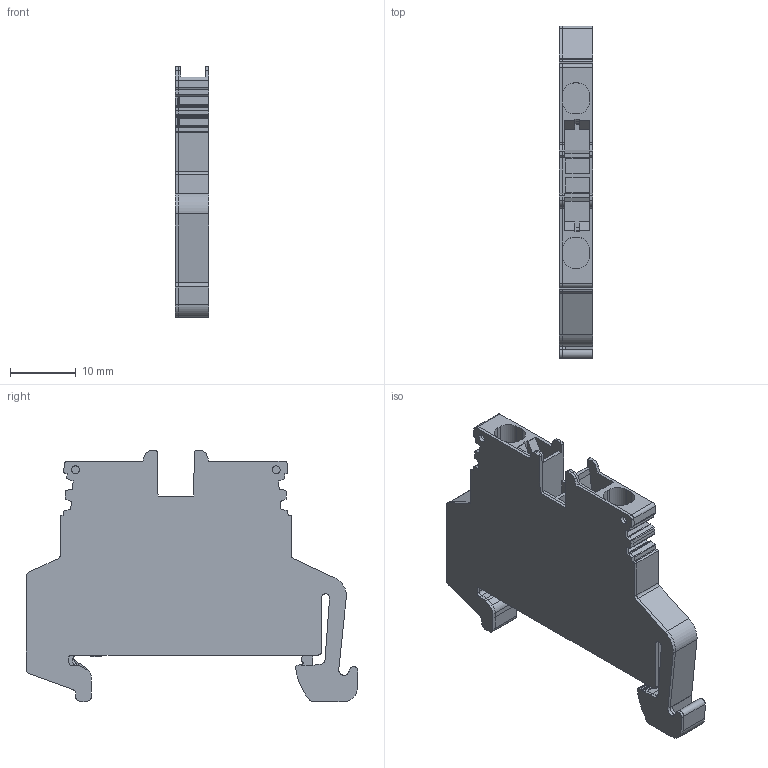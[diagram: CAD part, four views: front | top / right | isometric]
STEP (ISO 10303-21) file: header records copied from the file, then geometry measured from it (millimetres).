
FILE_DESCRIPTION(('CATIA V5R22 STEP214','CAx-IF Rec.Pracs.--- Model Styling and Organization---1.4--- 2014-01-23'),'2;1');
FILE_NAME ('027075-2_0', '2021-04-13T04:55:29+00:00', ('Weidmueller Interface'), ('Weidmueller'), 'CATIA Version 5-6 Release 2016 SP3 HF44', 'CATIA V5 STEP AP214', 'none');
FILE_SCHEMA(('AUTOMOTIVE_DESIGN { 1 0 10303 214 1 1 1 1 }'));
Length unit declared in the file: millimetre
Products named in the file (1): ZPE2.5N/2AN_AllCATPart
Bounding box: 5.1 x 50.3 x 38.05 mm (x, y, z)
Volume: 5850.4 mm3; surface area: 6713.6 mm2
Topology: 6 solids, 6 shells, 410 faces, 1185 edges, 791 vertices
Faces by surface type: plane 263, cylinder 145, extrusion 1, torus 1
Entity records: 12920 total; most frequent: CARTESIAN_POINT 2383, ORIENTED_EDGE 2370, DIRECTION 1846, EDGE_CURVE 1185, VECTOR 884, LINE 883, VERTEX_POINT 791, AXIS2_PLACEMENT_3D 626
